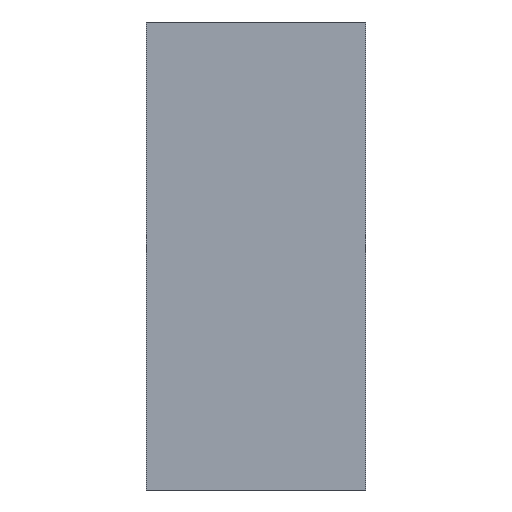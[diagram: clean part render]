
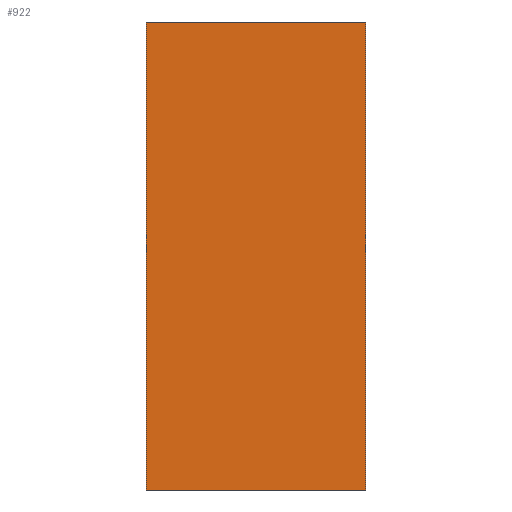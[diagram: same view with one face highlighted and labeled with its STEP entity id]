
A CAD part, left-side view. The second image highlights one B-rep face of the part: STEP entity #922.
In plain terms, the highlighted planar face has unit normal (-1, 0, 0).
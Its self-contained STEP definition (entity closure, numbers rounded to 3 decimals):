
#43 = VERTEX_POINT ( 'NONE', #60 ) ;
#60 = CARTESIAN_POINT ( 'NONE',  ( -1.6, 0.75, -0.8 ) ) ;
#71 = PLANE ( 'NONE',  #193 ) ;
#145 = DIRECTION ( 'NONE',  ( 0., 0., -1. ) ) ;
#160 = EDGE_CURVE ( 'NONE', #612, #352, #912, .T. ) ;
#186 = CARTESIAN_POINT ( 'NONE',  ( -1.6, 0., 0.8 ) ) ;
#193 = AXIS2_PLACEMENT_3D ( 'NONE', #594, #893, #145 ) ;
#211 = CARTESIAN_POINT ( 'NONE',  ( -1.6, 0., -0.8 ) ) ;
#215 = LINE ( 'NONE', #186, #367 ) ;
#244 = DIRECTION ( 'NONE',  ( 0., -1., 0. ) ) ;
#322 = CARTESIAN_POINT ( 'NONE',  ( -1.6, 0.75, 0.8 ) ) ;
#324 = CARTESIAN_POINT ( 'NONE',  ( -1.6, 0., 0.8 ) ) ;
#338 = ORIENTED_EDGE ( 'NONE', *, *, #835, .T. ) ;
#352 = VERTEX_POINT ( 'NONE', #324 ) ;
#367 = VECTOR ( 'NONE', #639, 1000. ) ;
#369 = VECTOR ( 'NONE', #244, 1000. ) ;
#377 = DIRECTION ( 'NONE',  ( 0., -1., 0. ) ) ;
#398 = VECTOR ( 'NONE', #572, 1000. ) ;
#429 = ORIENTED_EDGE ( 'NONE', *, *, #641, .T. ) ;
#457 = CARTESIAN_POINT ( 'NONE',  ( -1.6, 0., 0.8 ) ) ;
#572 = DIRECTION ( 'NONE',  ( 0., 0., -1. ) ) ;
#592 = LINE ( 'NONE', #651, #398 ) ;
#594 = CARTESIAN_POINT ( 'NONE',  ( -1.6, 0., 0.8 ) ) ;
#612 = VERTEX_POINT ( 'NONE', #322 ) ;
#615 = ORIENTED_EDGE ( 'NONE', *, *, #160, .F. ) ;
#631 = CARTESIAN_POINT ( 'NONE',  ( -1.6, 0., -0.8 ) ) ;
#639 = DIRECTION ( 'NONE',  ( 0., 0., -1. ) ) ;
#641 = EDGE_CURVE ( 'NONE', #43, #876, #731, .T. ) ;
#644 = ORIENTED_EDGE ( 'NONE', *, *, #710, .F. ) ;
#651 = CARTESIAN_POINT ( 'NONE',  ( -1.6, 0.75, 0.8 ) ) ;
#710 = EDGE_CURVE ( 'NONE', #352, #876, #215, .T. ) ;
#731 = LINE ( 'NONE', #631, #369 ) ;
#767 = VECTOR ( 'NONE', #377, 1000. ) ;
#835 = EDGE_CURVE ( 'NONE', #612, #43, #592, .T. ) ;
#850 = FACE_OUTER_BOUND ( 'NONE', #855, .T. ) ;
#855 = EDGE_LOOP ( 'NONE', ( #429, #644, #615, #338 ) ) ;
#876 = VERTEX_POINT ( 'NONE', #211 ) ;
#893 = DIRECTION ( 'NONE',  ( 1., 0., 0. ) ) ;
#912 = LINE ( 'NONE', #457, #767 ) ;
#922 = ADVANCED_FACE ( 'NONE', ( #850 ), #71, .F. ) ;
